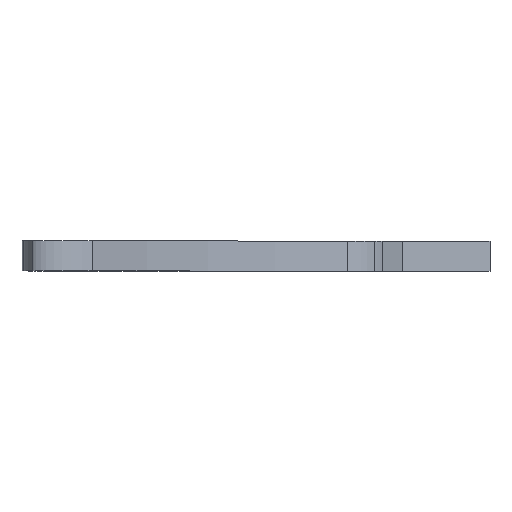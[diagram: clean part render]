
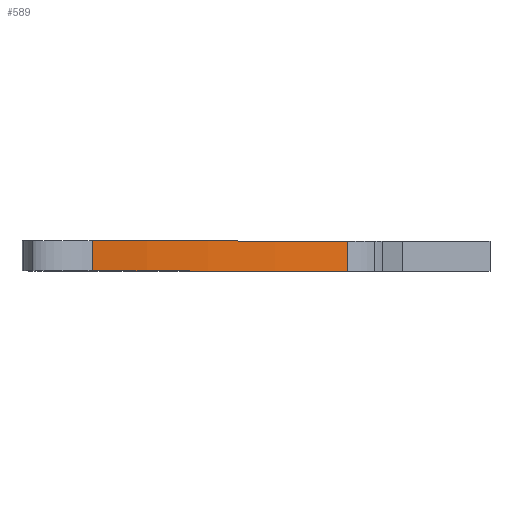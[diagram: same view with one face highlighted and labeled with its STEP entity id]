
A CAD part, top view. The second image highlights one B-rep face of the part: STEP entity #589.
In plain terms, the highlighted cylindrical face has radius 179.139 mm (diameter 358.278 mm), a partial arc.
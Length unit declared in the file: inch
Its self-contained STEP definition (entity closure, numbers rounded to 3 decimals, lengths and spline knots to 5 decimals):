
#90 = CARTESIAN_POINT ( 'NONE',  ( 5.69021, 0., 3.57905 ) ) ;
#116 = ORIENTED_EDGE ( 'NONE', *, *, #464, .F. ) ;
#157 = CARTESIAN_POINT ( 'NONE',  ( 1.80232, 0.22, -2.30526 ) ) ;
#187 = AXIS2_PLACEMENT_3D ( 'NONE', #90, #751, #239 ) ;
#192 = DIRECTION ( 'NONE',  ( 0., -1., 0. ) ) ;
#211 = CARTESIAN_POINT ( 'NONE',  ( -0.06637, 0., -0.49558 ) ) ;
#221 = LINE ( 'NONE', #228, #233 ) ;
#228 = CARTESIAN_POINT ( 'NONE',  ( -0.06637, 0.22, -0.49558 ) ) ;
#233 = VECTOR ( 'NONE', #192, 39.37008 ) ;
#239 = DIRECTION ( 'NONE',  ( 0., 0., 1. ) ) ;
#283 = CARTESIAN_POINT ( 'NONE',  ( 1.80232, 0., -2.30526 ) ) ;
#342 = CARTESIAN_POINT ( 'NONE',  ( 1.80232, 0.22, -2.30526 ) ) ;
#343 = CYLINDRICAL_SURFACE ( 'NONE', #689, 7.05271 ) ;
#368 = EDGE_CURVE ( 'NONE', #699, #524, #544, .T. ) ;
#384 = LINE ( 'NONE', #157, #390 ) ;
#388 = FACE_OUTER_BOUND ( 'NONE', #746, .T. ) ;
#390 = VECTOR ( 'NONE', #649, 39.37008 ) ;
#428 = DIRECTION ( 'NONE',  ( 0., -1., 0. ) ) ;
#440 = CIRCLE ( 'NONE', #778, 7.05271 ) ;
#464 = EDGE_CURVE ( 'NONE', #628, #773, #440, .T. ) ;
#480 = CARTESIAN_POINT ( 'NONE',  ( 5.69021, 0.22, 3.57905 ) ) ;
#524 = VERTEX_POINT ( 'NONE', #283 ) ;
#542 = DIRECTION ( 'NONE',  ( 0., 0., 1. ) ) ;
#543 = EDGE_CURVE ( 'NONE', #773, #524, #384, .T. ) ;
#544 = CIRCLE ( 'NONE', #187, 7.05271 ) ;
#589 = ADVANCED_FACE ( 'NONE', ( #388 ), #343, .F. ) ;
#606 = CARTESIAN_POINT ( 'NONE',  ( 5.69021, 0.22, 3.57905 ) ) ;
#628 = VERTEX_POINT ( 'NONE', #767 ) ;
#649 = DIRECTION ( 'NONE',  ( 0., -1., 0. ) ) ;
#689 = AXIS2_PLACEMENT_3D ( 'NONE', #480, #428, #716 ) ;
#699 = VERTEX_POINT ( 'NONE', #211 ) ;
#700 = DIRECTION ( 'NONE',  ( 0., -1., 0. ) ) ;
#710 = ORIENTED_EDGE ( 'NONE', *, *, #833, .T. ) ;
#716 = DIRECTION ( 'NONE',  ( 0., 0., -1. ) ) ;
#746 = EDGE_LOOP ( 'NONE', ( #774, #834, #116, #710 ) ) ;
#751 = DIRECTION ( 'NONE',  ( 0., -1., 0. ) ) ;
#767 = CARTESIAN_POINT ( 'NONE',  ( -0.06637, 0.22, -0.49558 ) ) ;
#773 = VERTEX_POINT ( 'NONE', #342 ) ;
#774 = ORIENTED_EDGE ( 'NONE', *, *, #368, .T. ) ;
#778 = AXIS2_PLACEMENT_3D ( 'NONE', #606, #700, #542 ) ;
#833 = EDGE_CURVE ( 'NONE', #628, #699, #221, .T. ) ;
#834 = ORIENTED_EDGE ( 'NONE', *, *, #543, .F. ) ;
